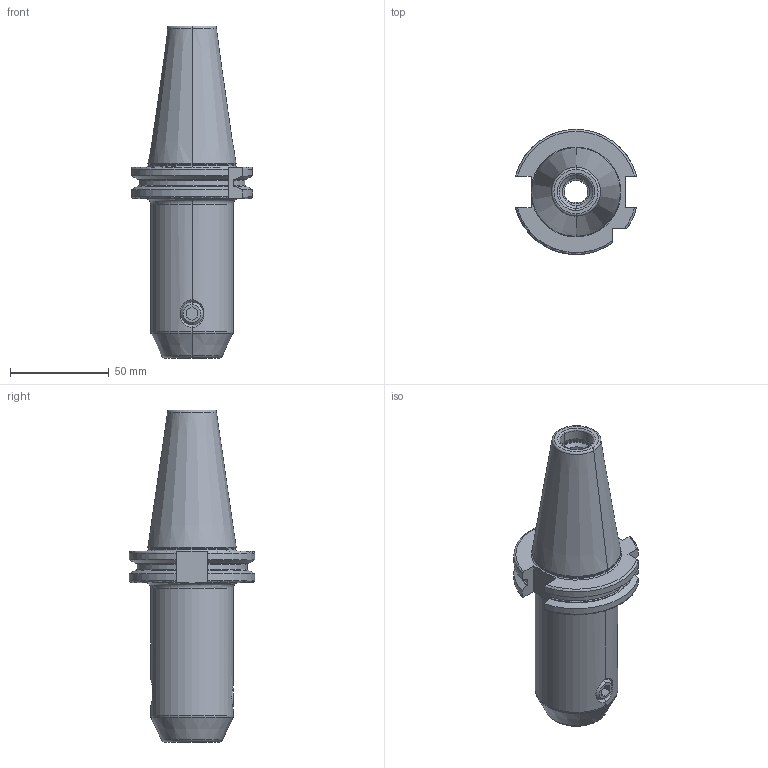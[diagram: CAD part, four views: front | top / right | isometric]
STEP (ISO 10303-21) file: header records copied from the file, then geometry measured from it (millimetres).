
FILE_DESCRIPTION((''),'2;1');
FILE_NAME('402_04_12_1','2020-07-08T',('104091'),(''),'CREO PARAMETRIC BY PTC INC, 2015290','CREO PARAMETRIC BY PTC INC, 2015290','');
FILE_SCHEMA(('CONFIG_CONTROL_DESIGN'));
Length unit declared in the file: millimetre
Products named in the file (1): 402_04_12_1
Bounding box: 61.48 x 63.54 x 168.4 mm (x, y, z)
Volume: 195827.5 mm3; surface area: 33594.7 mm2
Topology: 1 solids, 1 shells, 117 faces, 297 edges, 186 vertices
Faces by surface type: torus 34, plane 28, cone 28, cylinder 25, sphere 2
Entity records: 3856 total; most frequent: CARTESIAN_POINT 1009, DIRECTION 615, ORIENTED_EDGE 576, EDGE_CURVE 288, AXIS2_PLACEMENT_3D 250, VERTEX_POINT 176, CIRCLE 130, EDGE_LOOP 122
